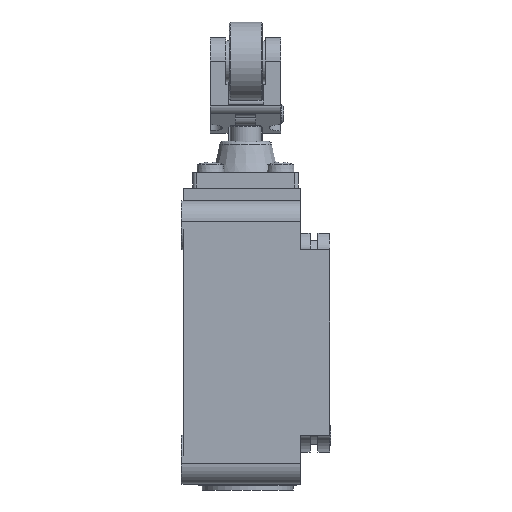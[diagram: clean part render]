
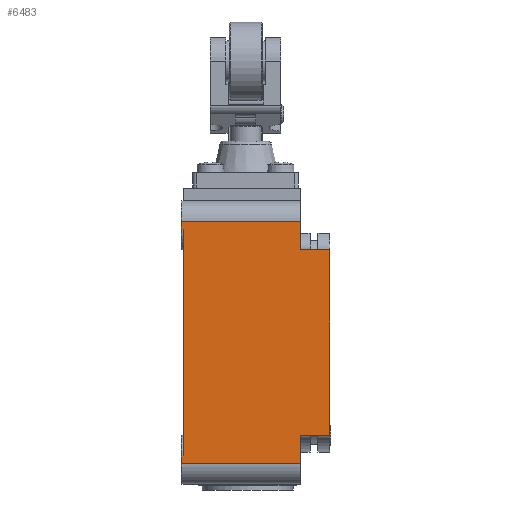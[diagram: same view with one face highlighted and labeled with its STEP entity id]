
A CAD part, left-side view. The second image highlights one B-rep face of the part: STEP entity #6483.
In plain terms, the highlighted planar face has unit normal (-1, 0, 0).
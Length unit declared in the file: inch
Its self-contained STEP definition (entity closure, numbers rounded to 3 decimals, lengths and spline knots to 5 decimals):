
#39 = VECTOR ( 'NONE', #4058, 39.37008 ) ;
#79 = VECTOR ( 'NONE', #4969, 39.37008 ) ;
#228 = ORIENTED_EDGE ( 'NONE', *, *, #7090, .T. ) ;
#264 = EDGE_CURVE ( 'NONE', #2854, #8296, #2058, .T. ) ;
#279 = VECTOR ( 'NONE', #7815, 39.37008 ) ;
#641 = ORIENTED_EDGE ( 'NONE', *, *, #2588, .T. ) ;
#661 = DIRECTION ( 'NONE',  ( 0., 0., -1. ) ) ;
#736 = CARTESIAN_POINT ( 'NONE',  ( -1.3878, 0., 2.32283 ) ) ;
#855 = LINE ( 'NONE', #3279, #5226 ) ;
#892 = FACE_OUTER_BOUND ( 'NONE', #9487, .T. ) ;
#924 = DIRECTION ( 'NONE',  ( 0., 1., 0. ) ) ;
#953 = LINE ( 'NONE', #9300, #5839 ) ;
#1165 = VECTOR ( 'NONE', #924, 39.37008 ) ;
#1338 = VECTOR ( 'NONE', #661, 39.37008 ) ;
#1559 = LINE ( 'NONE', #7574, #3791 ) ;
#1614 = CARTESIAN_POINT ( 'NONE',  ( -1.3878, -0.64961, -0.03937 ) ) ;
#1685 = DIRECTION ( 'NONE',  ( 0., 0., -1. ) ) ;
#1757 = CARTESIAN_POINT ( 'NONE',  ( -1.3878, 0., 2.40157 ) ) ;
#1875 = CARTESIAN_POINT ( 'NONE',  ( -1.3878, -0.64961, 2.40157 ) ) ;
#1924 = DIRECTION ( 'NONE',  ( 0., 0., -1. ) ) ;
#2051 = CARTESIAN_POINT ( 'NONE',  ( -1.3878, -0.01969, 1.2405 ) ) ;
#2058 = LINE ( 'NONE', #8282, #3423 ) ;
#2155 = VERTEX_POINT ( 'NONE', #7529 ) ;
#2223 = EDGE_CURVE ( 'NONE', #9074, #2574, #1559, .T. ) ;
#2325 = CARTESIAN_POINT ( 'NONE',  ( -1.3878, -1.20079, 0.24517 ) ) ;
#2504 = AXIS2_PLACEMENT_3D ( 'NONE', #5429, #3907, #6070 ) ;
#2534 = DIRECTION ( 'NONE',  ( 0., 0., 1. ) ) ;
#2569 = VECTOR ( 'NONE', #8140, 39.37008 ) ;
#2574 = VERTEX_POINT ( 'NONE', #4012 ) ;
#2588 = EDGE_CURVE ( 'NONE', #8296, #9564, #953, .T. ) ;
#2687 = VERTEX_POINT ( 'NONE', #3372 ) ;
#2751 = LINE ( 'NONE', #2051, #1338 ) ;
#2853 = DIRECTION ( 'NONE',  ( 0., -1., 0. ) ) ;
#2854 = VERTEX_POINT ( 'NONE', #2325 ) ;
#2856 = ORIENTED_EDGE ( 'NONE', *, *, #9450, .F. ) ;
#2957 = CARTESIAN_POINT ( 'NONE',  ( -1.3878, 0., 0.03937 ) ) ;
#3016 = PLANE ( 'NONE',  #2504 ) ;
#3114 = VERTEX_POINT ( 'NONE', #8603 ) ;
#3279 = CARTESIAN_POINT ( 'NONE',  ( -1.3878, -0.01969, 0.03937 ) ) ;
#3368 = CARTESIAN_POINT ( 'NONE',  ( -1.3878, 0., 2.40157 ) ) ;
#3372 = CARTESIAN_POINT ( 'NONE',  ( -1.3878, -1.20079, -0.03937 ) ) ;
#3397 = CARTESIAN_POINT ( 'NONE',  ( -1.3878, -1.49606, 0.24517 ) ) ;
#3423 = VECTOR ( 'NONE', #2853, 39.37008 ) ;
#3791 = VECTOR ( 'NONE', #4612, 39.37008 ) ;
#3866 = EDGE_CURVE ( 'NONE', #7667, #2155, #3919, .T. ) ;
#3907 = DIRECTION ( 'NONE',  ( -1., 0., 0. ) ) ;
#3913 = VECTOR ( 'NONE', #1685, 39.37008 ) ;
#3919 = LINE ( 'NONE', #6926, #39 ) ;
#4012 = CARTESIAN_POINT ( 'NONE',  ( -1.3878, -0.01969, 2.32283 ) ) ;
#4058 = DIRECTION ( 'NONE',  ( 0., 0., 1. ) ) ;
#4176 = ORIENTED_EDGE ( 'NONE', *, *, #264, .T. ) ;
#4293 = EDGE_CURVE ( 'NONE', #2687, #2854, #9712, .T. ) ;
#4596 = CARTESIAN_POINT ( 'NONE',  ( -1.3878, -1.20079, 2.11704 ) ) ;
#4612 = DIRECTION ( 'NONE',  ( 0., -1., 0. ) ) ;
#4734 = ORIENTED_EDGE ( 'NONE', *, *, #7119, .T. ) ;
#4791 = EDGE_CURVE ( 'NONE', #9338, #3114, #855, .T. ) ;
#4969 = DIRECTION ( 'NONE',  ( 0., 1., 0. ) ) ;
#5172 = VECTOR ( 'NONE', #1924, 39.37008 ) ;
#5226 = VECTOR ( 'NONE', #8418, 39.37008 ) ;
#5429 = CARTESIAN_POINT ( 'NONE',  ( -1.3878, -0.64961, 2.40157 ) ) ;
#5578 = ORIENTED_EDGE ( 'NONE', *, *, #6167, .T. ) ;
#5839 = VECTOR ( 'NONE', #2534, 39.37008 ) ;
#5843 = LINE ( 'NONE', #8871, #79 ) ;
#6070 = DIRECTION ( 'NONE',  ( 0., 0., 1. ) ) ;
#6101 = CARTESIAN_POINT ( 'NONE',  ( -1.3878, -1.49606, 2.11704 ) ) ;
#6118 = EDGE_CURVE ( 'NONE', #9338, #8212, #7717, .T. ) ;
#6167 = EDGE_CURVE ( 'NONE', #7011, #9074, #9440, .T. ) ;
#6210 = CARTESIAN_POINT ( 'NONE',  ( -1.3878, 0., -0.03937 ) ) ;
#6218 = EDGE_CURVE ( 'NONE', #2155, #7011, #6521, .T. ) ;
#6483 = ADVANCED_FACE ( 'NONE', ( #892 ), #3016, .T. ) ;
#6521 = LINE ( 'NONE', #1875, #279 ) ;
#6691 = CARTESIAN_POINT ( 'NONE',  ( -1.3878, 0., 2.40157 ) ) ;
#6748 = CARTESIAN_POINT ( 'NONE',  ( -1.3878, -1.20079, 2.40157 ) ) ;
#6926 = CARTESIAN_POINT ( 'NONE',  ( -1.3878, -1.20079, 2.40157 ) ) ;
#7011 = VERTEX_POINT ( 'NONE', #1757 ) ;
#7090 = EDGE_CURVE ( 'NONE', #9564, #7667, #5843, .T. ) ;
#7119 = EDGE_CURVE ( 'NONE', #2574, #3114, #2751, .T. ) ;
#7211 = ORIENTED_EDGE ( 'NONE', *, *, #6218, .T. ) ;
#7241 = ORIENTED_EDGE ( 'NONE', *, *, #2223, .T. ) ;
#7529 = CARTESIAN_POINT ( 'NONE',  ( -1.3878, -1.20079, 2.40157 ) ) ;
#7574 = CARTESIAN_POINT ( 'NONE',  ( -1.3878, -0.64961, 2.32283 ) ) ;
#7591 = ORIENTED_EDGE ( 'NONE', *, *, #4293, .T. ) ;
#7667 = VERTEX_POINT ( 'NONE', #4596 ) ;
#7717 = LINE ( 'NONE', #6691, #3913 ) ;
#7733 = ORIENTED_EDGE ( 'NONE', *, *, #3866, .T. ) ;
#7815 = DIRECTION ( 'NONE',  ( 0., 1., 0. ) ) ;
#8101 = ORIENTED_EDGE ( 'NONE', *, *, #6118, .T. ) ;
#8140 = DIRECTION ( 'NONE',  ( 0., 0., 1. ) ) ;
#8212 = VERTEX_POINT ( 'NONE', #6210 ) ;
#8282 = CARTESIAN_POINT ( 'NONE',  ( -1.3878, -0.64961, 0.24517 ) ) ;
#8296 = VERTEX_POINT ( 'NONE', #3397 ) ;
#8418 = DIRECTION ( 'NONE',  ( 0., -1., 0. ) ) ;
#8603 = CARTESIAN_POINT ( 'NONE',  ( -1.3878, -0.01969, 0.03937 ) ) ;
#8871 = CARTESIAN_POINT ( 'NONE',  ( -1.3878, -0.64961, 2.11704 ) ) ;
#8918 = ORIENTED_EDGE ( 'NONE', *, *, #4791, .F. ) ;
#9074 = VERTEX_POINT ( 'NONE', #736 ) ;
#9300 = CARTESIAN_POINT ( 'NONE',  ( -1.3878, -1.49606, 2.40157 ) ) ;
#9338 = VERTEX_POINT ( 'NONE', #2957 ) ;
#9440 = LINE ( 'NONE', #3368, #5172 ) ;
#9450 = EDGE_CURVE ( 'NONE', #2687, #8212, #9616, .T. ) ;
#9487 = EDGE_LOOP ( 'NONE', ( #8101, #2856, #7591, #4176, #641, #228, #7733, #7211, #5578, #7241, #4734, #8918 ) ) ;
#9564 = VERTEX_POINT ( 'NONE', #6101 ) ;
#9616 = LINE ( 'NONE', #1614, #1165 ) ;
#9712 = LINE ( 'NONE', #6748, #2569 ) ;
